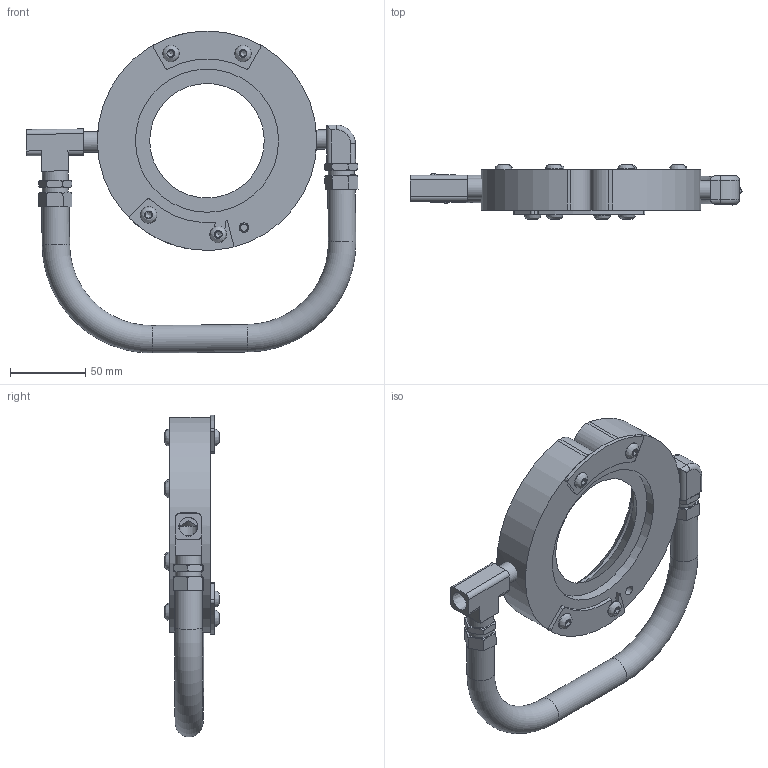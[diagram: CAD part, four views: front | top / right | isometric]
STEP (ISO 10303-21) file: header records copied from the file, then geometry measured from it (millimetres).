
FILE_DESCRIPTION((''),'2;1');
FILE_NAME('2403SS-3D.stp','2010-06-03T16:10:55',('michael witt'),(''),'Autodesk Inventor 2010','Autodesk Inventor 2010','');
FILE_SCHEMA(('AUTOMOTIVE_DESIGN { 1 0 10303 214 1 1 1 1 }'));
Length unit declared in the file: inch
Products named in the file (21): Assembly24; Part1004; Part1006; Part1008; Part1010; Part1012; Part1014; Part1016; Part1018; Part1020; Part1022; Part1024; Part1026; Part1028; Part1030; Part1032; Part1034; Part1036; Part1038; Part1040; Part1042
Assembly tree (20 placements, depth 2):
  Assembly24
    Part1004
    Part1006
    Part1008
    Part1010
    Part1012
    Part1014
    Part1016
    Part1018
    Part1020
    Part1022
    Part1024
    Part1026
    Part1028
    Part1030
    Part1032
    Part1034
    Part1036
    Part1038
    Part1040
    Part1042
Bounding box: 220.95 x 36.37 x 214.29 mm (x, y, z)
Volume: 395018.5 mm3; surface area: 88417.3 mm2
Topology: 20 solids, 20 shells, 309 faces, 695 edges, 447 vertices
Faces by surface type: plane 180, cylinder 75, cone 26, bspline 24, torus 4
Full cylindrical faces by diameter (mm): 5.08 x2, 6.35 x12, 7.112 x3, 11.1 x12, 12.7 x2, 13.716 x1, 17.398 x4, 18.288 x3, 95.25 x1, 97.612 x1
Entity records: 9857 total; most frequent: CARTESIAN_POINT 3060, DIRECTION 1306, ORIENTED_EDGE 1152, EDGE_CURVE 576, AXIS2_PLACEMENT_3D 514, EDGE_LOOP 434, VERTEX_POINT 420, FACE_OUTER_BOUND 309
